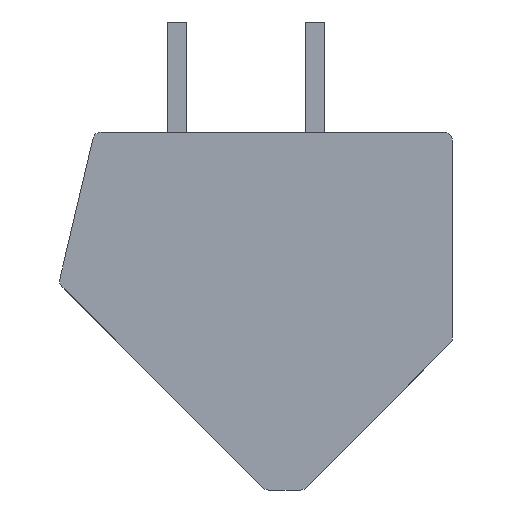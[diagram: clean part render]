
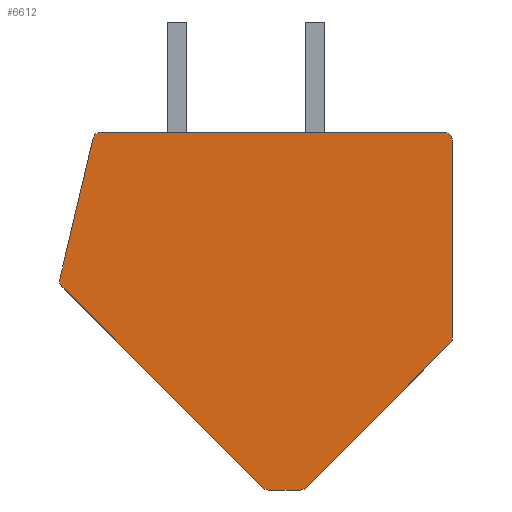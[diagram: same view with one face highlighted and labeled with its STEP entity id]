
A CAD part, front view. The second image highlights one B-rep face of the part: STEP entity #6612.
In plain terms, the highlighted planar face has unit normal (0, -1, 0).
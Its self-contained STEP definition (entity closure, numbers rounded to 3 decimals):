
#1223=CARTESIAN_POINT('',(1.626,-3.54,-6.2));
#1224=DIRECTION('',(0.,-1.,0.));
#1225=DIRECTION('',(0.,0.,-1.));
#1226=AXIS2_PLACEMENT_3D('',#1223,#1224,#1225);
#1228=DIRECTION('',(1.,0.,0.));
#1229=VECTOR('',#1228,1.151);
#1230=CARTESIAN_POINT('',(0.474,-3.54,-6.5));
#1231=LINE('',#1230,#1229);
#1232=CARTESIAN_POINT('',(0.474,-3.54,-6.2));
#1233=DIRECTION('',(0.,-1.,0.));
#1234=DIRECTION('',(-0.707,0.,-0.707));
#1235=AXIS2_PLACEMENT_3D('',#1232,#1233,#1234);
#1237=DIRECTION('',(0.707,0.,-0.707));
#1238=VECTOR('',#1237,10.315);
#1239=CARTESIAN_POINT('',(-7.032,-3.54,0.882));
#1240=LINE('',#1239,#1238);
#1241=CARTESIAN_POINT('',(-6.82,-3.54,1.094));
#1242=DIRECTION('',(0.,-1.,0.));
#1243=DIRECTION('',(-0.973,0.,0.23));
#1244=AXIS2_PLACEMENT_3D('',#1241,#1242,#1243);
#1246=DIRECTION('',(-0.23,0.,-0.973));
#1247=VECTOR('',#1246,5.247);
#1248=CARTESIAN_POINT('',(-5.905,-3.54,6.269));
#1249=LINE('',#1248,#1247);
#1250=CARTESIAN_POINT('',(-5.613,-3.54,6.2));
#1251=DIRECTION('',(0.,-1.,0.));
#1252=DIRECTION('',(0.,0.,1.));
#1253=AXIS2_PLACEMENT_3D('',#1250,#1251,#1252);
#1255=DIRECTION('',(-1.,0.,0.));
#1256=VECTOR('',#1255,12.463);
#1257=CARTESIAN_POINT('',(6.85,-3.54,6.5));
#1258=LINE('',#1257,#1256);
#1259=CARTESIAN_POINT('',(6.85,-3.54,6.2));
#1260=DIRECTION('',(0.,-1.,0.));
#1261=DIRECTION('',(1.,0.,0.));
#1262=AXIS2_PLACEMENT_3D('',#1259,#1260,#1261);
#1264=DIRECTION('',(0.,0.,1.));
#1265=VECTOR('',#1264,7.176);
#1266=CARTESIAN_POINT('',(7.15,-3.54,-0.976));
#1267=LINE('',#1266,#1265);
#1268=CARTESIAN_POINT('',(6.85,-3.54,-0.976));
#1269=DIRECTION('',(0.,-1.,0.));
#1270=DIRECTION('',(0.707,0.,-0.707));
#1271=AXIS2_PLACEMENT_3D('',#1268,#1269,#1270);
#1273=DIRECTION('',(0.707,0.,0.707));
#1274=VECTOR('',#1273,7.388);
#1275=CARTESIAN_POINT('',(1.838,-3.54,-6.412));
#1276=LINE('',#1275,#1274);
#4325=CARTESIAN_POINT('',(1.626,-3.54,-6.5));
#4326=CARTESIAN_POINT('',(1.838,-3.54,-6.412));
#4327=VERTEX_POINT('',#4325);
#4328=VERTEX_POINT('',#4326);
#4329=CARTESIAN_POINT('',(7.062,-3.54,-1.188));
#4330=VERTEX_POINT('',#4329);
#4331=CARTESIAN_POINT('',(7.15,-3.54,-0.976));
#4332=VERTEX_POINT('',#4331);
#4333=CARTESIAN_POINT('',(7.15,-3.54,6.2));
#4334=VERTEX_POINT('',#4333);
#4335=CARTESIAN_POINT('',(6.85,-3.54,6.5));
#4336=VERTEX_POINT('',#4335);
#4337=CARTESIAN_POINT('',(-5.613,-3.54,6.5));
#4338=VERTEX_POINT('',#4337);
#4339=CARTESIAN_POINT('',(-5.905,-3.54,6.269));
#4340=VERTEX_POINT('',#4339);
#4341=CARTESIAN_POINT('',(-7.112,-3.54,1.163));
#4342=VERTEX_POINT('',#4341);
#4343=CARTESIAN_POINT('',(-7.032,-3.54,0.882));
#4344=VERTEX_POINT('',#4343);
#4345=CARTESIAN_POINT('',(0.262,-3.54,-6.412));
#4346=VERTEX_POINT('',#4345);
#4347=CARTESIAN_POINT('',(0.474,-3.54,-6.5));
#4348=VERTEX_POINT('',#4347);
#6593=CARTESIAN_POINT('',(0.,-3.54,0.));
#6594=DIRECTION('',(0.,-1.,0.));
#6595=DIRECTION('',(-1.,0.,0.));
#6596=AXIS2_PLACEMENT_3D('',#6593,#6594,#6595);
#6597=PLANE('',#6596);
#6598=ORIENTED_EDGE('',*,*,#5732,.F.);
#6599=ORIENTED_EDGE('',*,*,#5747,.F.);
#6600=ORIENTED_EDGE('',*,*,#5761,.F.);
#6601=ORIENTED_EDGE('',*,*,#5775,.F.);
#6602=ORIENTED_EDGE('',*,*,#6069,.F.);
#6603=ORIENTED_EDGE('',*,*,#6083,.F.);
#6604=ORIENTED_EDGE('',*,*,#6097,.F.);
#6605=ORIENTED_EDGE('',*,*,#6111,.F.);
#6606=ORIENTED_EDGE('',*,*,#6405,.F.);
#6607=ORIENTED_EDGE('',*,*,#6419,.F.);
#6608=ORIENTED_EDGE('',*,*,#6433,.F.);
#6609=ORIENTED_EDGE('',*,*,#6446,.F.);
#6610=EDGE_LOOP('',(#6598,#6599,#6600,#6601,#6602,#6603,#6604,#6605,#6606,#6607,
#6608,#6609));
#6611=FACE_OUTER_BOUND('',#6610,.F.);
#6612=ADVANCED_FACE('',(#6611),#6597,.T.);
#1227=CIRCLE('',#1226,0.3);
#1236=CIRCLE('',#1235,0.3);
#1245=CIRCLE('',#1244,0.3);
#1254=CIRCLE('',#1253,0.3);
#1263=CIRCLE('',#1262,0.3);
#1272=CIRCLE('',#1271,0.3);
#5732=EDGE_CURVE('',#4327,#4328,#1227,.T.);
#5747=EDGE_CURVE('',#4348,#4327,#1231,.T.);
#5761=EDGE_CURVE('',#4346,#4348,#1236,.T.);
#5775=EDGE_CURVE('',#4344,#4346,#1240,.T.);
#6069=EDGE_CURVE('',#4342,#4344,#1245,.T.);
#6083=EDGE_CURVE('',#4340,#4342,#1249,.T.);
#6097=EDGE_CURVE('',#4338,#4340,#1254,.T.);
#6111=EDGE_CURVE('',#4336,#4338,#1258,.T.);
#6405=EDGE_CURVE('',#4334,#4336,#1263,.T.);
#6419=EDGE_CURVE('',#4332,#4334,#1267,.T.);
#6433=EDGE_CURVE('',#4330,#4332,#1272,.T.);
#6446=EDGE_CURVE('',#4328,#4330,#1276,.T.);
